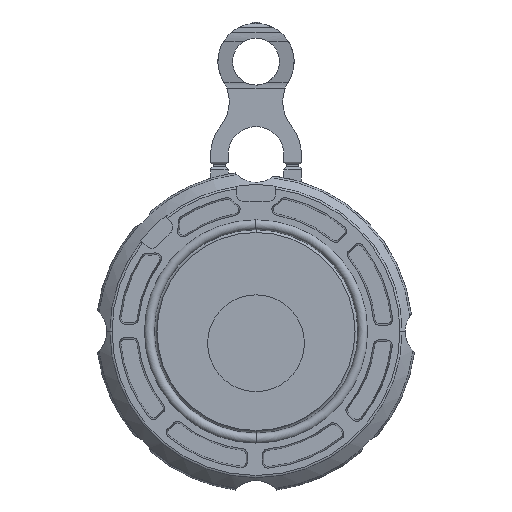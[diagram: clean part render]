
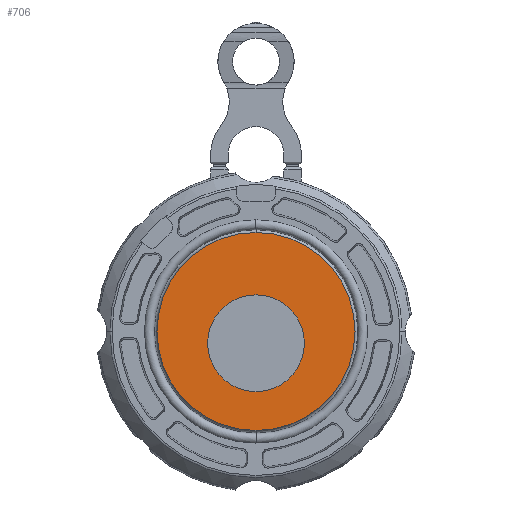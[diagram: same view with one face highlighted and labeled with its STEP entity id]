
A CAD part, left-side view. The second image highlights one B-rep face of the part: STEP entity #706.
In plain terms, the highlighted planar face has unit normal (-1, 0, 0).
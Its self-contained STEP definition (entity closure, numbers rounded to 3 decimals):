
#706=ADVANCED_FACE('',(#1782,#1783),#1784,.T.);
#1782=FACE_BOUND('',#3248,.T.);
#1783=FACE_OUTER_BOUND('',#3249,.T.);
#1784=PLANE('',#3250);
#3248=EDGE_LOOP('',(#5326,#5327));
#3249=EDGE_LOOP('',(#5328,#5329));
#3250=AXIS2_PLACEMENT_3D('',#5330,#5331,#5332);
#5326=ORIENTED_EDGE('',*,*,#9448,.T.);
#5327=ORIENTED_EDGE('',*,*,#9476,.T.);
#5328=ORIENTED_EDGE('',*,*,#9408,.T.);
#5329=ORIENTED_EDGE('',*,*,#9508,.T.);
#5330=CARTESIAN_POINT('',(-9.0,-24.543,0.0));
#5331=DIRECTION('',(-1.0,0.0,0.0));
#5332=DIRECTION('',(0.0,1.0,0.0));
#9408=EDGE_CURVE('',#11480,#11483,#11485,.T.);
#9448=EDGE_CURVE('',#11556,#11560,#11562,.T.);
#9476=EDGE_CURVE('',#11560,#11556,#11604,.T.);
#9508=EDGE_CURVE('',#11483,#11480,#11638,.T.);
#11480=VERTEX_POINT('',#15516);
#11483=VERTEX_POINT('',#15520);
#11485=CIRCLE('',#15523,33.75);
#11556=VERTEX_POINT('',#15772);
#11560=VERTEX_POINT('',#15777);
#11562=CIRCLE('',#15780,16.5);
#11604=CIRCLE('',#15833,16.5);
#11638=CIRCLE('',#15916,33.75);
#15516=CARTESIAN_POINT('',(-9.0,0.0,-33.75));
#15520=CARTESIAN_POINT('',(-9.0,0.,33.75));
#15523=AXIS2_PLACEMENT_3D('',#20372,#20373,#20374);
#15772=CARTESIAN_POINT('',(-9.0,0.0,-20.5));
#15777=CARTESIAN_POINT('',(-9.0,0.,12.5));
#15780=AXIS2_PLACEMENT_3D('',#20431,#20432,#20433);
#15833=AXIS2_PLACEMENT_3D('',#20469,#20470,#20471);
#15916=AXIS2_PLACEMENT_3D('',#20487,#20488,#20489);
#20372=CARTESIAN_POINT('',(-9.0,0.0,0.0));
#20373=DIRECTION('',(-1.0,0.0,0.0));
#20374=DIRECTION('',(0.0,0.0,-1.0));
#20431=CARTESIAN_POINT('',(-9.0,0.0,-4.0));
#20432=DIRECTION('',(1.0,-0.0,0.0));
#20433=DIRECTION('',(0.0,0.0,-1.0));
#20469=CARTESIAN_POINT('',(-9.0,0.0,-4.0));
#20470=DIRECTION('',(1.0,-0.0,0.0));
#20471=DIRECTION('',(0.0,0.0,-1.0));
#20487=CARTESIAN_POINT('',(-9.0,0.0,0.0));
#20488=DIRECTION('',(-1.0,0.0,0.0));
#20489=DIRECTION('',(0.0,0.0,-1.0));
